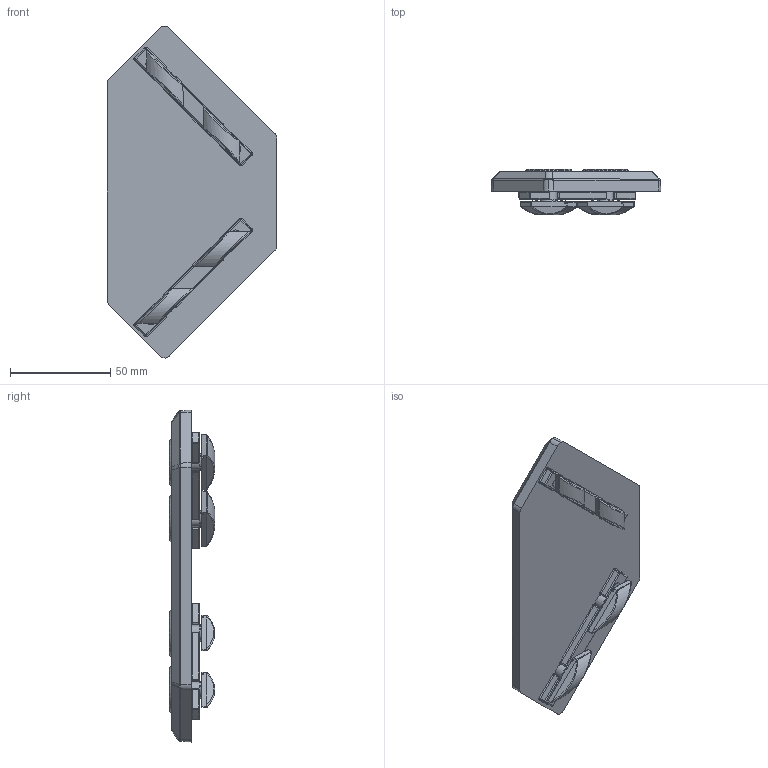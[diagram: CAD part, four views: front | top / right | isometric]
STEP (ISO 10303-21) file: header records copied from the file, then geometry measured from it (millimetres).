
FILE_DESCRIPTION (( 'STEP AP214' ), '1' );
FILE_NAME ('093VM120120LN08.STEP', '2021-09-16T13:21:47', ( '' ), ( '' ), 'SwSTEP 2.0', 'SolidWorks 2021', '' );
FILE_SCHEMA (( 'AUTOMOTIVE_DESIGN' ));
Length unit declared in the file: millimetre
Products named in the file (6): 093VM120120LN08; 093VMCC; 093VM120120LN08R02_093VM120120LN08R02; 340ME444; 340ME486; 096RS8m0814m
Assembly tree (17 placements, depth 2):
  093VM120120LN08
    093VM120120LN08R02_093VM120120LN08R02
    340ME486  x4
    340ME444  x4
    096RS8m0814m  x4
    093VMCC  x4
Bounding box: 84.8 x 22.68 x 165.81 mm (x, y, z)
Volume: 104308.6 mm3; surface area: 38379.3 mm2
Topology: 17 solids, 17 shells, 2096 faces, 4975 edges, 2819 vertices
Faces by surface type: bspline 951, cylinder 405, torus 248, plane 240, cone 171, sphere 81
Entity records: 39643 total; most frequent: CARTESIAN_POINT 19930, ORIENTED_EDGE 4486, DIRECTION 3717, EDGE_CURVE 2243, AXIS2_PLACEMENT_3D 1641, VERTEX_POINT 1307, CIRCLE 1040, EDGE_LOOP 994
